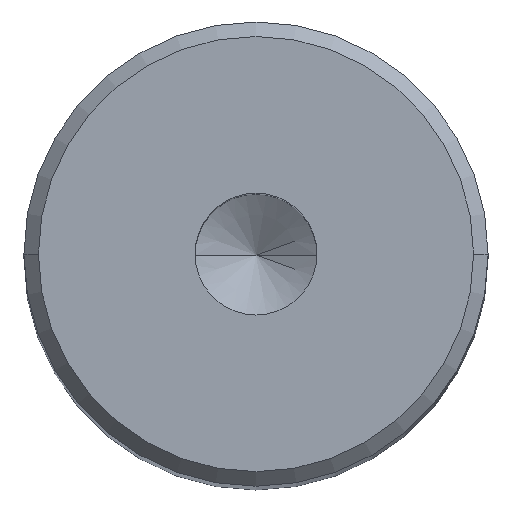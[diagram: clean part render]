
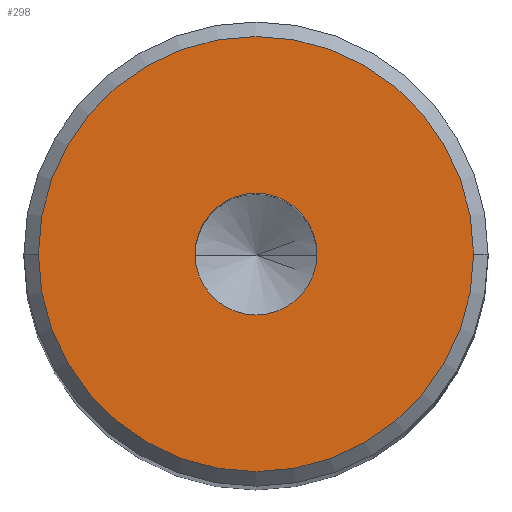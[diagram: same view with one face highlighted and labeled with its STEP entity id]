
A CAD part, top view. The second image highlights one B-rep face of the part: STEP entity #298.
In plain terms, the highlighted planar face has unit normal (0, 0, 1).
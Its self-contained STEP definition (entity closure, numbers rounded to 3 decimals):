
#1 = DIRECTION ( 'NONE',  ( 1., 0., 0. ) ) ;
#18 = CARTESIAN_POINT ( 'NONE',  ( 2.1, 0., 0. ) ) ;
#34 = DIRECTION ( 'NONE',  ( 1., 0., 0. ) ) ;
#66 = CARTESIAN_POINT ( 'NONE',  ( 0., 0., 0. ) ) ;
#78 = FACE_OUTER_BOUND ( 'NONE', #404, .T. ) ;
#86 = CIRCLE ( 'NONE', #391, 2.1 ) ;
#93 = ORIENTED_EDGE ( 'NONE', *, *, #178, .T. ) ;
#130 = EDGE_CURVE ( 'NONE', #435, #444, #86, .T. ) ;
#138 = DIRECTION ( 'NONE',  ( 0., 0., 1. ) ) ;
#147 = EDGE_CURVE ( 'NONE', #444, #435, #284, .T. ) ;
#148 = DIRECTION ( 'NONE',  ( 0., 0., 1. ) ) ;
#163 = EDGE_LOOP ( 'NONE', ( #351, #551 ) ) ;
#178 = EDGE_CURVE ( 'NONE', #264, #347, #457, .T. ) ;
#179 = DIRECTION ( 'NONE',  ( 1., 0., 0. ) ) ;
#199 = AXIS2_PLACEMENT_3D ( 'NONE', #66, #352, #179 ) ;
#262 = DIRECTION ( 'NONE',  ( 0., 0., 1. ) ) ;
#264 = VERTEX_POINT ( 'NONE', #565 ) ;
#273 = DIRECTION ( 'NONE',  ( 1., 0., 0. ) ) ;
#284 = CIRCLE ( 'NONE', #366, 2.1 ) ;
#294 = FACE_BOUND ( 'NONE', #163, .T. ) ;
#298 = ADVANCED_FACE ( 'NONE', ( #294, #78 ), #476, .T. ) ;
#321 = DIRECTION ( 'NONE',  ( 0., 0., 1. ) ) ;
#329 = AXIS2_PLACEMENT_3D ( 'NONE', #454, #262, #361 ) ;
#343 = ORIENTED_EDGE ( 'NONE', *, *, #506, .T. ) ;
#347 = VERTEX_POINT ( 'NONE', #522 ) ;
#351 = ORIENTED_EDGE ( 'NONE', *, *, #147, .F. ) ;
#352 = DIRECTION ( 'NONE',  ( 0., 0., 1. ) ) ;
#361 = DIRECTION ( 'NONE',  ( 1., 0., 0. ) ) ;
#366 = AXIS2_PLACEMENT_3D ( 'NONE', #451, #138, #273 ) ;
#391 = AXIS2_PLACEMENT_3D ( 'NONE', #494, #321, #34 ) ;
#404 = EDGE_LOOP ( 'NONE', ( #93, #343 ) ) ;
#410 = CARTESIAN_POINT ( 'NONE',  ( -2.1, 0., 0. ) ) ;
#423 = AXIS2_PLACEMENT_3D ( 'NONE', #505, #148, #1 ) ;
#435 = VERTEX_POINT ( 'NONE', #410 ) ;
#444 = VERTEX_POINT ( 'NONE', #18 ) ;
#451 = CARTESIAN_POINT ( 'NONE',  ( 0., 0., 0. ) ) ;
#454 = CARTESIAN_POINT ( 'NONE',  ( 0., 0., 0. ) ) ;
#457 = CIRCLE ( 'NONE', #329, 7.5 ) ;
#476 = PLANE ( 'NONE',  #199 ) ;
#494 = CARTESIAN_POINT ( 'NONE',  ( 0., 0., 0. ) ) ;
#505 = CARTESIAN_POINT ( 'NONE',  ( 0., 0., 0. ) ) ;
#506 = EDGE_CURVE ( 'NONE', #347, #264, #521, .T. ) ;
#521 = CIRCLE ( 'NONE', #423, 7.5 ) ;
#522 = CARTESIAN_POINT ( 'NONE',  ( 7.5, 0., 0. ) ) ;
#551 = ORIENTED_EDGE ( 'NONE', *, *, #130, .F. ) ;
#565 = CARTESIAN_POINT ( 'NONE',  ( -7.5, 0., 0. ) ) ;
